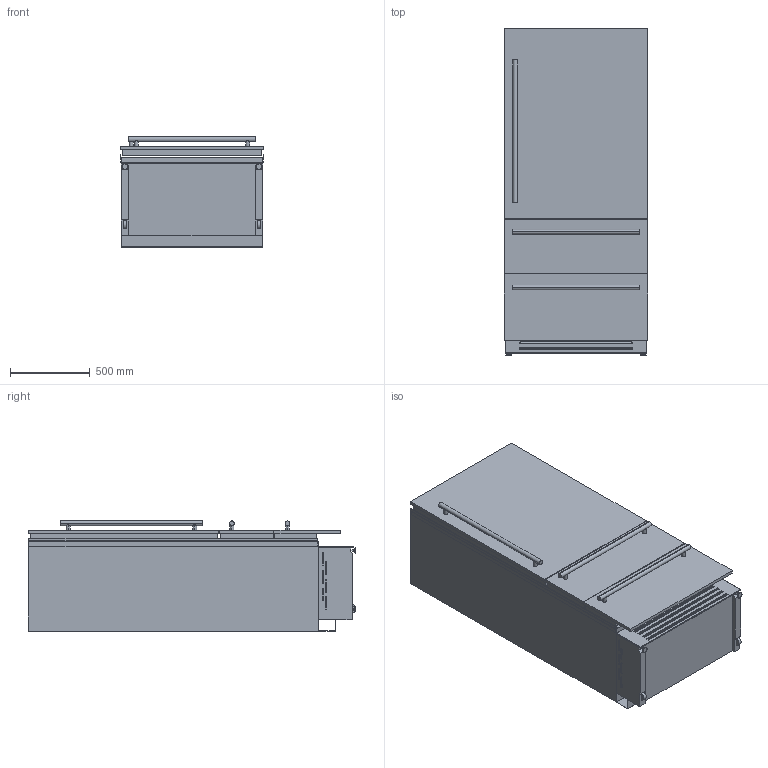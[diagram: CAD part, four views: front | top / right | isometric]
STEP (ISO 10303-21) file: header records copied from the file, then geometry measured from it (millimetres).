
FILE_DESCRIPTION (( 'STEP AP214' ), '1' );
FILE_NAME ('S_899_0H_ST_3.STEP', '2017-07-06T11:50:24', ( '' ), ( '' ), 'SwSTEP 2.0', 'SolidWorks 2013', '' );
FILE_SCHEMA (( 'AUTOMOTIVE_DESIGN' ));
Length unit declared in the file: millimetre
Products named in the file (1): S_899_0H_ST_3
Bounding box: 899 x 2050 x 689 mm (x, y, z)
Volume: 1077665151.3 mm3; surface area: 15542727.6 mm2
Topology: 11 solids, 11 shells, 383 faces, 959 edges, 628 vertices
Faces by surface type: plane 263, cylinder 104, torus 12, cone 4
Entity records: 13569 total; most frequent: CARTESIAN_POINT 2591, DIRECTION 1939, ORIENTED_EDGE 1918, EDGE_CURVE 959, VECTOR 723, LINE 723, VERTEX_POINT 628, AXIS2_PLACEMENT_3D 608
